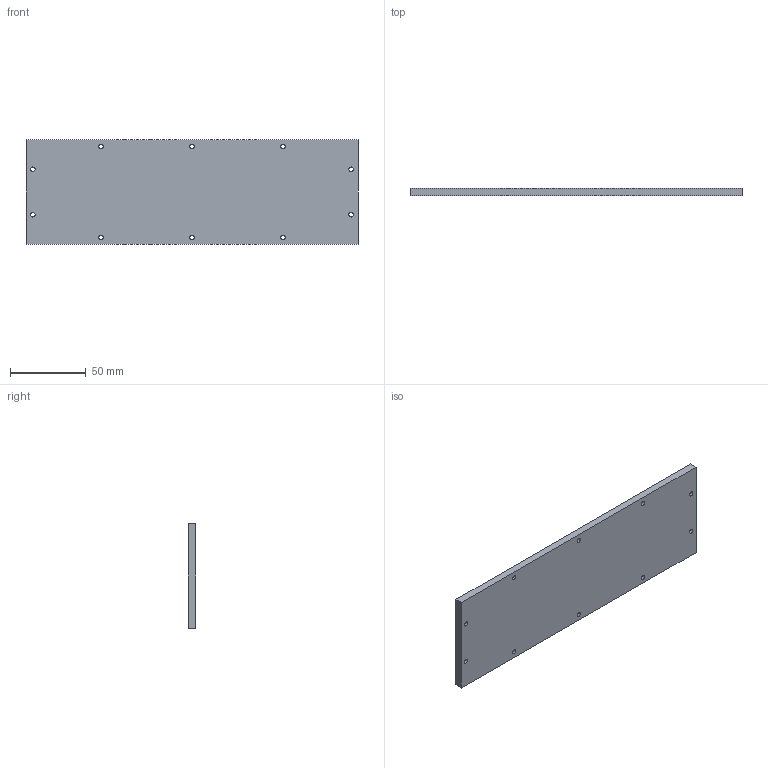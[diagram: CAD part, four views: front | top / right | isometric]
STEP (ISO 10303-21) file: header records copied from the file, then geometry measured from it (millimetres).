
FILE_DESCRIPTION(/* description */ (''),/* implementation_level */ '2;1');
FILE_NAME(/* name */ 'Big.step',/* time_stamp */ '2025-12-01T21:02:04+01:00',/* author */ (''),/* organization */ (''),/* preprocessor_version */ 'ST-DEVELOPER v20.1',/* originating_system */ 'Autodesk Translation Framework v14.17.0.0',/* authorisation */ '');
FILE_SCHEMA (('AUTOMOTIVE_DESIGN { 1 0 10303 214 3 1 1 }'));
Length unit declared in the file: millimetre
Products named in the file (2): PreSonus StudioLive_16.0.2; backmodule
Assembly tree (1 placements, depth 2):
  PreSonus StudioLive_16.0.2
    backmodule
Bounding box: 219 x 5 x 69 mm (x, y, z)
Volume: 75198.8 mm3; surface area: 33432.8 mm2
Topology: 1 solids, 1 shells, 46 faces, 132 edges, 88 vertices
Faces by surface type: cylinder 20, bspline 20, plane 6
Entity records: 1816 total; most frequent: CARTESIAN_POINT 609, ORIENTED_EDGE 264, DIRECTION 190, EDGE_CURVE 132, VERTEX_POINT 88, AXIS2_PLACEMENT_3D 69, EDGE_LOOP 66, LINE 52
